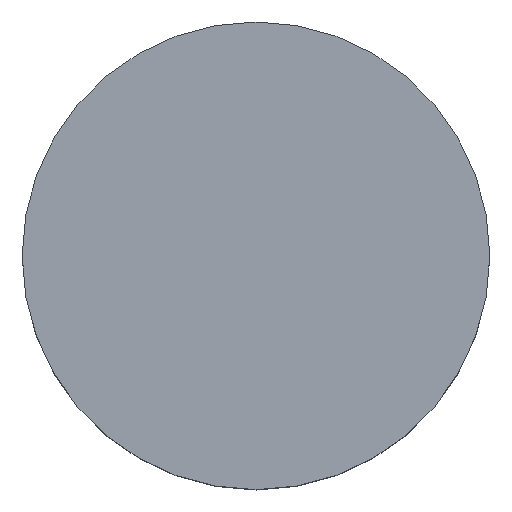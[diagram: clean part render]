
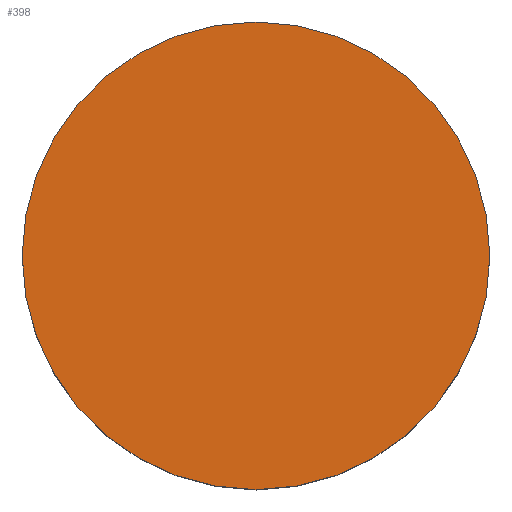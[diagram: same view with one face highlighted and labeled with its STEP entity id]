
A CAD part, top view. The second image highlights one B-rep face of the part: STEP entity #398.
In plain terms, the highlighted planar face has unit normal (0, 0, 1).
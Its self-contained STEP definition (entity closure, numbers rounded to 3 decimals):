
#128=CARTESIAN_POINT('',(0.,0.,55.));
#129=DIRECTION('',(0.,0.,1.));
#130=DIRECTION('',(0.,-1.,0.));
#131=AXIS2_PLACEMENT_3D('',#128,#129,#130);
#133=CARTESIAN_POINT('',(0.,0.,55.));
#134=DIRECTION('',(0.,0.,1.));
#135=DIRECTION('',(0.,1.,0.));
#136=AXIS2_PLACEMENT_3D('',#133,#134,#135);
#189=CARTESIAN_POINT('',(0.,-6.,55.));
#190=CARTESIAN_POINT('',(0.,6.,55.));
#191=VERTEX_POINT('',#189);
#192=VERTEX_POINT('',#190);
#389=CARTESIAN_POINT('',(0.,0.,55.));
#390=DIRECTION('',(0.,0.,1.));
#391=DIRECTION('',(0.,-1.,0.));
#392=AXIS2_PLACEMENT_3D('',#389,#390,#391);
#393=PLANE('',#392);
#394=ORIENTED_EDGE('',*,*,#355,.F.);
#395=ORIENTED_EDGE('',*,*,#376,.F.);
#396=EDGE_LOOP('',(#394,#395));
#397=FACE_OUTER_BOUND('',#396,.F.);
#398=ADVANCED_FACE('',(#397),#393,.T.);
#132=CIRCLE('',#131,6.);
#137=CIRCLE('',#136,6.);
#355=EDGE_CURVE('',#191,#192,#132,.T.);
#376=EDGE_CURVE('',#192,#191,#137,.T.);
